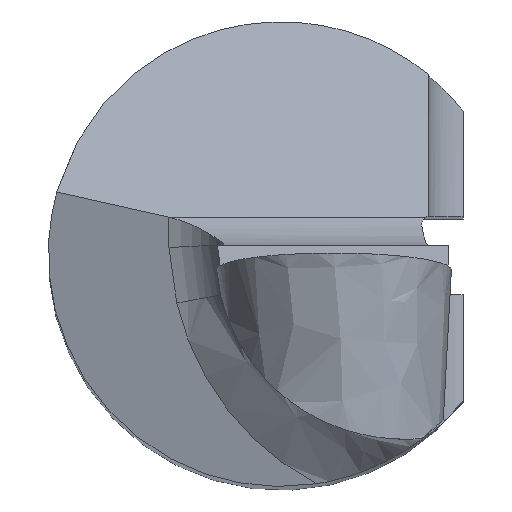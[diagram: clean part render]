
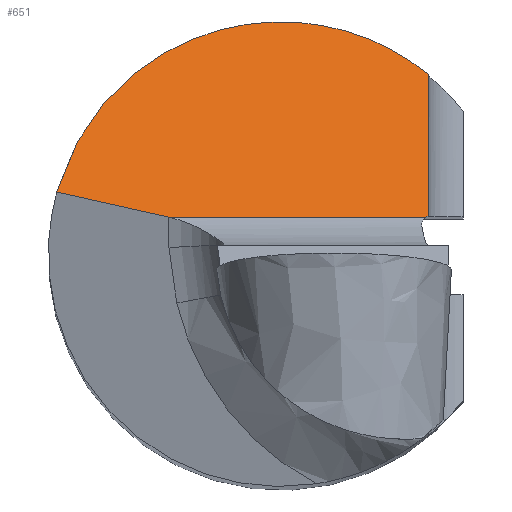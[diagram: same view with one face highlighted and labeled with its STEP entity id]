
A CAD part, top view. The second image highlights one B-rep face of the part: STEP entity #651.
In plain terms, the highlighted planar face has unit normal (0, 0.766, 0.643).
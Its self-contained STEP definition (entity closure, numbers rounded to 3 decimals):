
#11 = CARTESIAN_POINT ( 'NONE',  ( -3., 0.474, 28.01 ) ) ;
#37 = VECTOR ( 'NONE', #132, 1000. ) ;
#41 = CARTESIAN_POINT ( 'NONE',  ( -1.438, 0.474, 28.01 ) ) ;
#107 = EDGE_CURVE ( 'NONE', #421, #689, #919, .T. ) ;
#110 = CARTESIAN_POINT ( 'NONE',  ( 1.867, 0.474, 28.01 ) ) ;
#124 = LINE ( 'NONE', #1140, #37 ) ;
#125 = EDGE_CURVE ( 'NONE', #499, #696, #587, .T. ) ;
#129 = ORIENTED_EDGE ( 'NONE', *, *, #1135, .T. ) ;
#132 = DIRECTION ( 'NONE',  ( 0., -0.643, 0.766 ) ) ;
#140 = CARTESIAN_POINT ( 'NONE',  ( -2.891, 0.801, 27.621 ) ) ;
#150 = CARTESIAN_POINT ( 'NONE',  ( 1.9, 2.322, 25.808 ) ) ;
#164 = CARTESIAN_POINT ( 'NONE',  ( 1.867, 0.474, 28.01 ) ) ;
#176 = B_SPLINE_CURVE_WITH_KNOTS ( 'NONE', 3,
 ( #180, #667, #1091, #164 ),
 .UNSPECIFIED., .F., .F.,
 ( 4, 4 ),
 ( 0., 0. ),
 .UNSPECIFIED. ) ;
#180 = CARTESIAN_POINT ( 'NONE',  ( 1.9, 0.492, 27.989 ) ) ;
#267 = ORIENTED_EDGE ( 'NONE', *, *, #125, .T. ) ;
#269 = EDGE_CURVE ( 'NONE', #689, #589, #124, .T. ) ;
#375 = CARTESIAN_POINT ( 'NONE',  ( -1.44, 0.475, 28.009 ) ) ;
#386 = CARTESIAN_POINT ( 'NONE',  ( -3., 0.474, 28.01 ) ) ;
#421 = VERTEX_POINT ( 'NONE', #707 ) ;
#466 = LINE ( 'NONE', #386, #569 ) ;
#493 = AXIS2_PLACEMENT_3D ( 'NONE', #11, #1157, #937 ) ;
#499 = VERTEX_POINT ( 'NONE', #677 ) ;
#511 = CARTESIAN_POINT ( 'NONE',  ( 1.9, 0.492, 27.989 ) ) ;
#524 = PLANE ( 'NONE',  #493 ) ;
#545 = CARTESIAN_POINT ( 'NONE',  ( -2.249, 3.117, 24.861 ) ) ;
#569 = VECTOR ( 'NONE', #1327, 1000. ) ;
#587 =( BOUNDED_CURVE ( )  B_SPLINE_CURVE ( 3, ( #868, #756, #375, #963 ),
 .UNSPECIFIED., .F., .F. ) 
 B_SPLINE_CURVE_WITH_KNOTS ( ( 4, 4 ),
 ( 0.275, 0.283 ),
 .UNSPECIFIED. ) 
 CURVE ( )  GEOMETRIC_REPRESENTATION_ITEM ( )  RATIONAL_B_SPLINE_CURVE ( ( 1., 1., 1., 1. ) ) 
 REPRESENTATION_ITEM ( '' )  );
#589 = VERTEX_POINT ( 'NONE', #511 ) ;
#630 = CARTESIAN_POINT ( 'NONE',  ( -2.83, 0.787, 27.637 ) ) ;
#651 = ADVANCED_FACE ( 'NONE', ( #722 ), #524, .F. ) ;
#667 = CARTESIAN_POINT ( 'NONE',  ( 1.887, 0.487, 27.994 ) ) ;
#677 = CARTESIAN_POINT ( 'NONE',  ( -1.445, 0.476, 28.008 ) ) ;
#689 = VERTEX_POINT ( 'NONE', #150 ) ;
#696 = VERTEX_POINT ( 'NONE', #41 ) ;
#707 = CARTESIAN_POINT ( 'NONE',  ( -2.891, 0.801, 27.621 ) ) ;
#722 = FACE_OUTER_BOUND ( 'NONE', #1104, .T. ) ;
#734 = ORIENTED_EDGE ( 'NONE', *, *, #107, .F. ) ;
#749 = ORIENTED_EDGE ( 'NONE', *, *, #269, .F. ) ;
#756 = CARTESIAN_POINT ( 'NONE',  ( -1.442, 0.475, 28.009 ) ) ;
#837 = ORIENTED_EDGE ( 'NONE', *, *, #1278, .F. ) ;
#860 = LINE ( 'NONE', #630, #976 ) ;
#868 = CARTESIAN_POINT ( 'NONE',  ( -1.445, 0.476, 28.008 ) ) ;
#919 =( BOUNDED_CURVE ( )  B_SPLINE_CURVE ( 3, ( #140, #545, #1326, #1295 ),
 .UNSPECIFIED., .F., .F. ) 
 B_SPLINE_CURVE_WITH_KNOTS ( ( 4, 4 ),
 ( 4.983, 6.969 ),
 .UNSPECIFIED. ) 
 CURVE ( )  GEOMETRIC_REPRESENTATION_ITEM ( )  RATIONAL_B_SPLINE_CURVE ( ( 1., 0.697, 0.697, 1. ) ) 
 REPRESENTATION_ITEM ( '' )  );
#937 = DIRECTION ( 'NONE',  ( 0., 0.643, -0.766 ) ) ;
#940 = VERTEX_POINT ( 'NONE', #110 ) ;
#963 = CARTESIAN_POINT ( 'NONE',  ( -1.438, 0.474, 28.01 ) ) ;
#976 = VECTOR ( 'NONE', #1296, 1000. ) ;
#1091 = CARTESIAN_POINT ( 'NONE',  ( 1.876, 0.481, 28.002 ) ) ;
#1104 = EDGE_LOOP ( 'NONE', ( #734, #129, #267, #1191, #837, #749 ) ) ;
#1135 = EDGE_CURVE ( 'NONE', #421, #499, #860, .T. ) ;
#1140 = CARTESIAN_POINT ( 'NONE',  ( 1.9, 5.445, 22.086 ) ) ;
#1157 = DIRECTION ( 'NONE',  ( 0., -0.766, -0.643 ) ) ;
#1191 = ORIENTED_EDGE ( 'NONE', *, *, #1192, .T. ) ;
#1192 = EDGE_CURVE ( 'NONE', #696, #940, #466, .T. ) ;
#1278 = EDGE_CURVE ( 'NONE', #589, #940, #176, .T. ) ;
#1295 = CARTESIAN_POINT ( 'NONE',  ( 1.9, 2.322, 25.808 ) ) ;
#1296 = DIRECTION ( 'NONE',  ( 0.944, -0.212, 0.253 ) ) ;
#1326 = CARTESIAN_POINT ( 'NONE',  ( 0.041, 3.843, 23.995 ) ) ;
#1327 = DIRECTION ( 'NONE',  ( 1., 0., 0. ) ) ;
